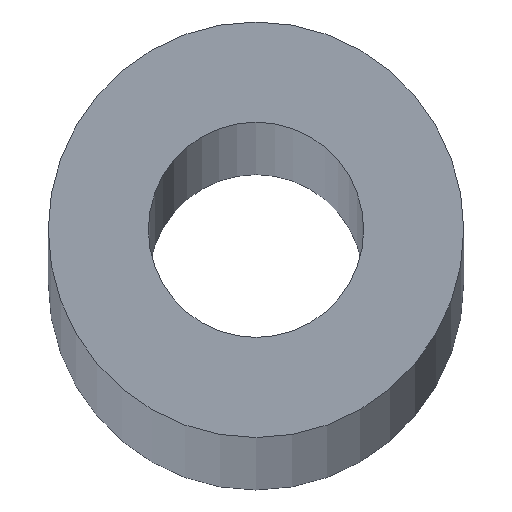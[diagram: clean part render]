
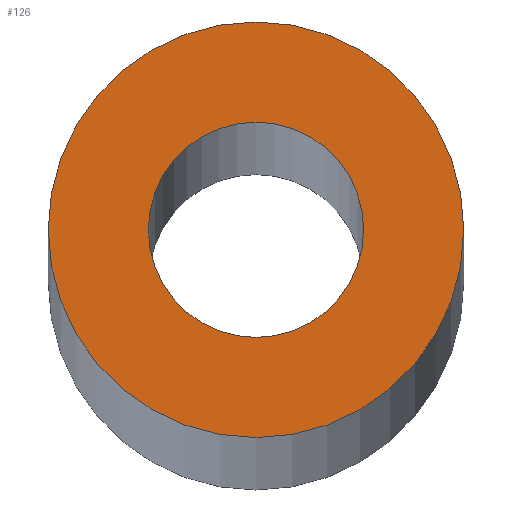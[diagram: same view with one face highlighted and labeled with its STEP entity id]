
A CAD part, top view. The second image highlights one B-rep face of the part: STEP entity #126.
In plain terms, the highlighted planar face has unit normal (0, 0, 1).
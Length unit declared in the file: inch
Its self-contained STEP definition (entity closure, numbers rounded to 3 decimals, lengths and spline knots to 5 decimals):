
#1 = AXIS2_PLACEMENT_3D ( 'NONE', #88, #106, #68 ) ;
#12 = CARTESIAN_POINT ( 'NONE',  ( 0.129, 0., 18. ) ) ;
#13 = AXIS2_PLACEMENT_3D ( 'NONE', #179, #145, #52 ) ;
#27 = AXIS2_PLACEMENT_3D ( 'NONE', #112, #159, #50 ) ;
#32 = DIRECTION ( 'NONE',  ( 0., 0., 1. ) ) ;
#33 = CARTESIAN_POINT ( 'NONE',  ( -0.129, 0., 18. ) ) ;
#35 = CARTESIAN_POINT ( 'NONE',  ( -0.249, 0., 18. ) ) ;
#40 = EDGE_CURVE ( 'NONE', #184, #200, #152, .T. ) ;
#46 = PLANE ( 'NONE',  #27 ) ;
#50 = DIRECTION ( 'NONE',  ( 1., 0., 0. ) ) ;
#52 = DIRECTION ( 'NONE',  ( 1., 0., 0. ) ) ;
#59 = VERTEX_POINT ( 'NONE', #35 ) ;
#61 = CIRCLE ( 'NONE', #1, 0.249 ) ;
#68 = DIRECTION ( 'NONE',  ( 1., 0., 0. ) ) ;
#76 = DIRECTION ( 'NONE',  ( 1., 0., 0. ) ) ;
#79 = EDGE_CURVE ( 'NONE', #200, #184, #129, .T. ) ;
#80 = ORIENTED_EDGE ( 'NONE', *, *, #40, .F. ) ;
#82 = CARTESIAN_POINT ( 'NONE',  ( 0.249, 0., 18. ) ) ;
#86 = FACE_BOUND ( 'NONE', #193, .T. ) ;
#88 = CARTESIAN_POINT ( 'NONE',  ( 0., 0., 18. ) ) ;
#91 = ORIENTED_EDGE ( 'NONE', *, *, #121, .T. ) ;
#100 = DIRECTION ( 'NONE',  ( 0., 0., 1. ) ) ;
#101 = VERTEX_POINT ( 'NONE', #82 ) ;
#102 = CARTESIAN_POINT ( 'NONE',  ( 0., 0., 18. ) ) ;
#105 = AXIS2_PLACEMENT_3D ( 'NONE', #102, #100, #76 ) ;
#106 = DIRECTION ( 'NONE',  ( 0., 0., 1. ) ) ;
#107 = CARTESIAN_POINT ( 'NONE',  ( 0., 0., 18. ) ) ;
#111 = FACE_OUTER_BOUND ( 'NONE', #202, .T. ) ;
#112 = CARTESIAN_POINT ( 'NONE',  ( 0., 0., 18. ) ) ;
#121 = EDGE_CURVE ( 'NONE', #101, #59, #140, .T. ) ;
#126 = ADVANCED_FACE ( 'NONE', ( #111, #86 ), #46, .T. ) ;
#129 = CIRCLE ( 'NONE', #13, 0.129 ) ;
#137 = EDGE_CURVE ( 'NONE', #59, #101, #61, .T. ) ;
#140 = CIRCLE ( 'NONE', #207, 0.249 ) ;
#145 = DIRECTION ( 'NONE',  ( 0., 0., 1. ) ) ;
#152 = CIRCLE ( 'NONE', #105, 0.129 ) ;
#159 = DIRECTION ( 'NONE',  ( 0., 0., 1. ) ) ;
#179 = CARTESIAN_POINT ( 'NONE',  ( 0., 0., 18. ) ) ;
#184 = VERTEX_POINT ( 'NONE', #12 ) ;
#187 = ORIENTED_EDGE ( 'NONE', *, *, #137, .T. ) ;
#190 = DIRECTION ( 'NONE',  ( 1., 0., 0. ) ) ;
#193 = EDGE_LOOP ( 'NONE', ( #212, #80 ) ) ;
#200 = VERTEX_POINT ( 'NONE', #33 ) ;
#202 = EDGE_LOOP ( 'NONE', ( #187, #91 ) ) ;
#207 = AXIS2_PLACEMENT_3D ( 'NONE', #107, #32, #190 ) ;
#212 = ORIENTED_EDGE ( 'NONE', *, *, #79, .F. ) ;
